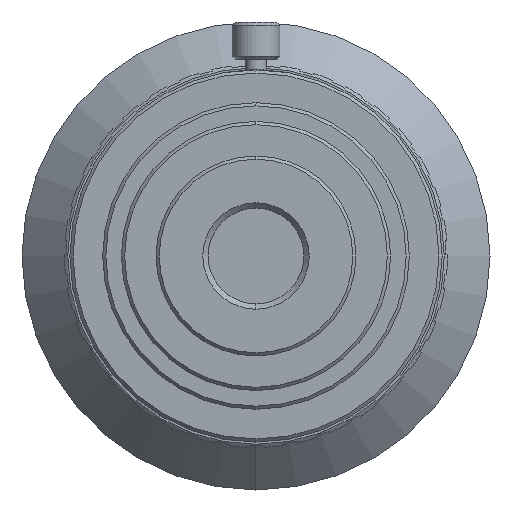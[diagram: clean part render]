
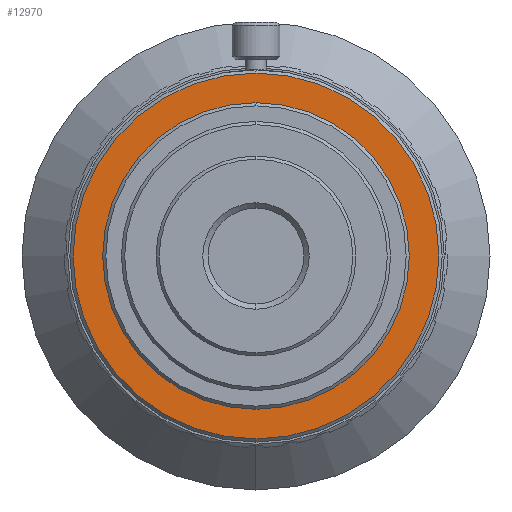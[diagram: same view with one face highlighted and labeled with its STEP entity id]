
A CAD part, left-side view. The second image highlights one B-rep face of the part: STEP entity #12970.
In plain terms, the highlighted face is planar.
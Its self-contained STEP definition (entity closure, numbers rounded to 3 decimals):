
#1448 = EDGE_CURVE('',#1449,#1451,#1453,.T.);
#1449 = VERTEX_POINT('',#1450);
#1450 = CARTESIAN_POINT('',(0.,1.8,-17.2));
#1451 = VERTEX_POINT('',#1452);
#1452 = CARTESIAN_POINT('',(0.,1.8,17.2));
#1453 = SURFACE_CURVE('',#1454,(#1459,#1471),.PCURVE_S1.);
#1454 = CIRCLE('',#1455,17.2);
#1455 = AXIS2_PLACEMENT_3D('',#1456,#1457,#1458);
#1456 = CARTESIAN_POINT('',(0.,1.8,0.));
#1457 = DIRECTION('',(0.,-1.,-0.));
#1458 = DIRECTION('',(0.,0.,-1.));
#1459 = PCURVE('',#1460,#1465);
#1460 = CONICAL_SURFACE('',#1461,17.2,0.785);
#1461 = AXIS2_PLACEMENT_3D('',#1462,#1463,#1464);
#1462 = CARTESIAN_POINT('',(0.,1.8,0.));
#1463 = DIRECTION('',(0.,1.,0.));
#1464 = DIRECTION('',(0.,-0.,1.));
#1465 = DEFINITIONAL_REPRESENTATION('',(#1466),#1470);
#1466 = LINE('',#1467,#1468);
#1467 = CARTESIAN_POINT('',(3.142,0.));
#1468 = VECTOR('',#1469,1.);
#1469 = DIRECTION('',(-1.,0.));
#1470 = ( GEOMETRIC_REPRESENTATION_CONTEXT(2) 
PARAMETRIC_REPRESENTATION_CONTEXT() REPRESENTATION_CONTEXT('2D SPACE',''
  ) );
#1471 = PCURVE('',#1472,#1477);
#1472 = PLANE('',#1473);
#1473 = AXIS2_PLACEMENT_3D('',#1474,#1475,#1476);
#1474 = CARTESIAN_POINT('',(17.5,1.8,0.));
#1475 = DIRECTION('',(0.,-1.,-0.));
#1476 = DIRECTION('',(0.,0.,-1.));
#1477 = DEFINITIONAL_REPRESENTATION('',(#1478),#1482);
#1478 = CIRCLE('',#1479,17.2);
#1479 = AXIS2_PLACEMENT_2D('',#1480,#1481);
#1480 = CARTESIAN_POINT('',(0.,-17.5));
#1481 = DIRECTION('',(1.,0.));
#1482 = ( GEOMETRIC_REPRESENTATION_CONTEXT(2) 
PARAMETRIC_REPRESENTATION_CONTEXT() REPRESENTATION_CONTEXT('2D SPACE',''
  ) );
#1500 = CONICAL_SURFACE('',#1501,17.2,0.785);
#1501 = AXIS2_PLACEMENT_3D('',#1502,#1503,#1504);
#1502 = CARTESIAN_POINT('',(0.,1.8,0.));
#1503 = DIRECTION('',(0.,1.,0.));
#1504 = DIRECTION('',(0.,-0.,1.));
#1641 = CYLINDRICAL_SURFACE('',#1642,14.415);
#1642 = AXIS2_PLACEMENT_3D('',#1643,#1644,#1645);
#1643 = CARTESIAN_POINT('',(0.,0.,0.));
#1644 = DIRECTION('',(-0.,-1.,-0.));
#1645 = DIRECTION('',(0.,0.,-1.));
#2719 = EDGE_CURVE('',#2720,#2722,#2724,.T.);
#2720 = VERTEX_POINT('',#2721);
#2721 = CARTESIAN_POINT('',(0.,1.8,-14.415));
#2722 = VERTEX_POINT('',#2723);
#2723 = CARTESIAN_POINT('',(0.,1.8,14.415));
#2724 = SURFACE_CURVE('',#2725,(#2730,#2737),.PCURVE_S1.);
#2725 = CIRCLE('',#2726,14.415);
#2726 = AXIS2_PLACEMENT_3D('',#2727,#2728,#2729);
#2727 = CARTESIAN_POINT('',(0.,1.8,0.));
#2728 = DIRECTION('',(0.,-1.,-0.));
#2729 = DIRECTION('',(0.,0.,-1.));
#2730 = PCURVE('',#1641,#2731);
#2731 = DEFINITIONAL_REPRESENTATION('',(#2732),#2736);
#2732 = LINE('',#2733,#2734);
#2733 = CARTESIAN_POINT('',(0.,-1.8));
#2734 = VECTOR('',#2735,1.);
#2735 = DIRECTION('',(1.,0.));
#2736 = ( GEOMETRIC_REPRESENTATION_CONTEXT(2) 
PARAMETRIC_REPRESENTATION_CONTEXT() REPRESENTATION_CONTEXT('2D SPACE',''
  ) );
#2737 = PCURVE('',#1472,#2738);
#2738 = DEFINITIONAL_REPRESENTATION('',(#2739),#2743);
#2739 = CIRCLE('',#2740,14.415);
#2740 = AXIS2_PLACEMENT_2D('',#2741,#2742);
#2741 = CARTESIAN_POINT('',(0.,-17.5));
#2742 = DIRECTION('',(1.,0.));
#2743 = ( GEOMETRIC_REPRESENTATION_CONTEXT(2) 
PARAMETRIC_REPRESENTATION_CONTEXT() REPRESENTATION_CONTEXT('2D SPACE',''
  ) );
#2759 = CYLINDRICAL_SURFACE('',#2760,14.415);
#2760 = AXIS2_PLACEMENT_3D('',#2761,#2762,#2763);
#2761 = CARTESIAN_POINT('',(0.,0.,0.));
#2762 = DIRECTION('',(-0.,-1.,-0.));
#2763 = DIRECTION('',(0.,0.,-1.));
#12970 = ADVANCED_FACE('',(#12971,#12996),#1472,.T.);
#12971 = FACE_BOUND('',#12972,.T.);
#12972 = EDGE_LOOP('',(#12973,#12995));
#12973 = ORIENTED_EDGE('',*,*,#12974,.T.);
#12974 = EDGE_CURVE('',#1451,#1449,#12975,.T.);
#12975 = SURFACE_CURVE('',#12976,(#12981,#12988),.PCURVE_S1.);
#12976 = CIRCLE('',#12977,17.2);
#12977 = AXIS2_PLACEMENT_3D('',#12978,#12979,#12980);
#12978 = CARTESIAN_POINT('',(0.,1.8,0.));
#12979 = DIRECTION('',(0.,-1.,-0.));
#12980 = DIRECTION('',(0.,0.,-1.));
#12981 = PCURVE('',#1472,#12982);
#12982 = DEFINITIONAL_REPRESENTATION('',(#12983),#12987);
#12983 = CIRCLE('',#12984,17.2);
#12984 = AXIS2_PLACEMENT_2D('',#12985,#12986);
#12985 = CARTESIAN_POINT('',(0.,-17.5));
#12986 = DIRECTION('',(1.,0.));
#12987 = ( GEOMETRIC_REPRESENTATION_CONTEXT(2) 
PARAMETRIC_REPRESENTATION_CONTEXT() REPRESENTATION_CONTEXT('2D SPACE',''
  ) );
#12988 = PCURVE('',#1500,#12989);
#12989 = DEFINITIONAL_REPRESENTATION('',(#12990),#12994);
#12990 = LINE('',#12991,#12992);
#12991 = CARTESIAN_POINT('',(9.425,0.));
#12992 = VECTOR('',#12993,1.);
#12993 = DIRECTION('',(-1.,0.));
#12994 = ( GEOMETRIC_REPRESENTATION_CONTEXT(2) 
PARAMETRIC_REPRESENTATION_CONTEXT() REPRESENTATION_CONTEXT('2D SPACE',''
  ) );
#12995 = ORIENTED_EDGE('',*,*,#1448,.T.);
#12996 = FACE_BOUND('',#12997,.T.);
#12997 = EDGE_LOOP('',(#12998,#12999));
#12998 = ORIENTED_EDGE('',*,*,#2719,.F.);
#12999 = ORIENTED_EDGE('',*,*,#13000,.F.);
#13000 = EDGE_CURVE('',#2722,#2720,#13001,.T.);
#13001 = SURFACE_CURVE('',#13002,(#13007,#13014),.PCURVE_S1.);
#13002 = CIRCLE('',#13003,14.415);
#13003 = AXIS2_PLACEMENT_3D('',#13004,#13005,#13006);
#13004 = CARTESIAN_POINT('',(0.,1.8,0.));
#13005 = DIRECTION('',(0.,-1.,-0.));
#13006 = DIRECTION('',(0.,0.,-1.));
#13007 = PCURVE('',#1472,#13008);
#13008 = DEFINITIONAL_REPRESENTATION('',(#13009),#13013);
#13009 = CIRCLE('',#13010,14.415);
#13010 = AXIS2_PLACEMENT_2D('',#13011,#13012);
#13011 = CARTESIAN_POINT('',(0.,-17.5));
#13012 = DIRECTION('',(1.,0.));
#13013 = ( GEOMETRIC_REPRESENTATION_CONTEXT(2) 
PARAMETRIC_REPRESENTATION_CONTEXT() REPRESENTATION_CONTEXT('2D SPACE',''
  ) );
#13014 = PCURVE('',#2759,#13015);
#13015 = DEFINITIONAL_REPRESENTATION('',(#13016),#13020);
#13016 = LINE('',#13017,#13018);
#13017 = CARTESIAN_POINT('',(0.,-1.8));
#13018 = VECTOR('',#13019,1.);
#13019 = DIRECTION('',(1.,0.));
#13020 = ( GEOMETRIC_REPRESENTATION_CONTEXT(2) 
PARAMETRIC_REPRESENTATION_CONTEXT() REPRESENTATION_CONTEXT('2D SPACE',''
  ) );
